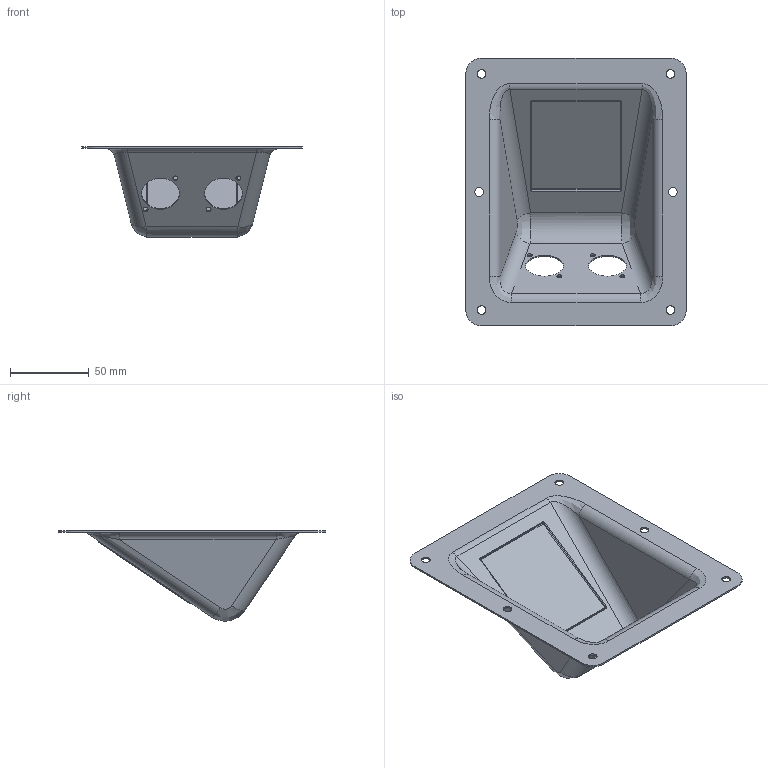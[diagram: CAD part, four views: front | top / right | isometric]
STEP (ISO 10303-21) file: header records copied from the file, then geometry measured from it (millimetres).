
FILE_DESCRIPTION (( 'STEP AP214' ), '1' );
FILE_NAME ('AH 87160.STEP', '2020-12-12T13:32:14', ( 'Utente Windows' ), ( '' ), 'SwSTEP 2.0', 'SolidWorks 2020', '' );
FILE_SCHEMA (( 'AUTOMOTIVE_DESIGN' ));
Length unit declared in the file: millimetre
Products named in the file (1): AH 87160
Bounding box: 140 x 170 x 57.29 mm (x, y, z)
Volume: 31881.8 mm3; surface area: 64442.2 mm2
Topology: 1 solids, 1 shells, 94 faces, 230 edges, 138 vertices
Faces by surface type: cylinder 50, plane 16, bspline 12, sphere 8, torus 8
Full cylindrical faces by diameter (mm): 3.2 x4, 5.5 x6, 24 x2
Entity records: 3010 total; most frequent: CARTESIAN_POINT 895, DIRECTION 450, ORIENTED_EDGE 408, EDGE_CURVE 204, AXIS2_PLACEMENT_3D 187, EDGE_LOOP 134, VERTEX_POINT 128, FACE_OUTER_BOUND 106
